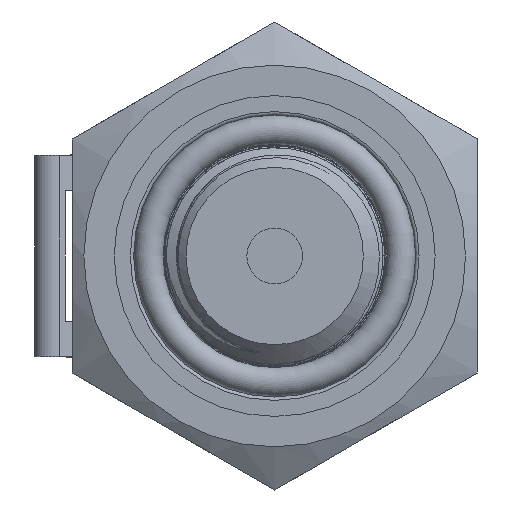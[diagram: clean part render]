
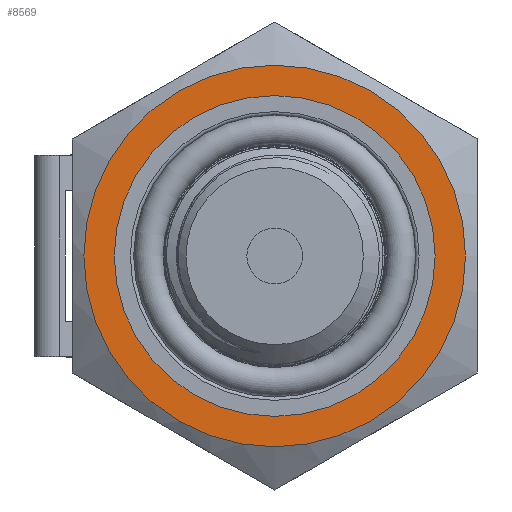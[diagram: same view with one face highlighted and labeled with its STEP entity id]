
A CAD part, left-side view. The second image highlights one B-rep face of the part: STEP entity #8569.
In plain terms, the highlighted planar face has unit normal (-1, 0, 0).
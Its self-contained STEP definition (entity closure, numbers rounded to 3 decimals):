
#383=FACE_BOUND('',#1481,.T.);
#455=PLANE('',#9023);
#959=FACE_OUTER_BOUND('',#1480,.T.);
#1480=EDGE_LOOP('',(#7353));
#1481=EDGE_LOOP('',(#7354));
#1799=CIRCLE('',#8991,11.3);
#1815=CIRCLE('',#9022,9.5);
#4093=VERTEX_POINT('',#18341);
#4112=VERTEX_POINT('',#21772);
#5202=EDGE_CURVE('',#4093,#4093,#1799,.T.);
#5241=EDGE_CURVE('',#4112,#4112,#1815,.T.);
#7353=ORIENTED_EDGE('',*,*,#5202,.T.);
#7354=ORIENTED_EDGE('',*,*,#5241,.T.);
#8569=ADVANCED_FACE('',(#959,#383),#455,.T.);
#8991=AXIS2_PLACEMENT_3D('',#18343,#10085,#10086);
#9022=AXIS2_PLACEMENT_3D('',#21773,#10155,#10156);
#9023=AXIS2_PLACEMENT_3D('',#21775,#10158,#10159);
#10085=DIRECTION('center_axis',(-1.,0.,0.));
#10086=DIRECTION('ref_axis',(0.,1.,0.));
#10155=DIRECTION('center_axis',(1.,0.,0.));
#10156=DIRECTION('ref_axis',(0.,0.,-1.));
#10158=DIRECTION('center_axis',(-1.,0.,0.));
#10159=DIRECTION('ref_axis',(0.,0.,1.));
#18341=CARTESIAN_POINT('',(14.,-11.3,0.));
#18343=CARTESIAN_POINT('Origin',(14.,0.,0.));
#21772=CARTESIAN_POINT('',(14.,-9.5,0.));
#21773=CARTESIAN_POINT('Origin',(14.,0.,0.));
#21775=CARTESIAN_POINT('Origin',(14.,12.,0.));
